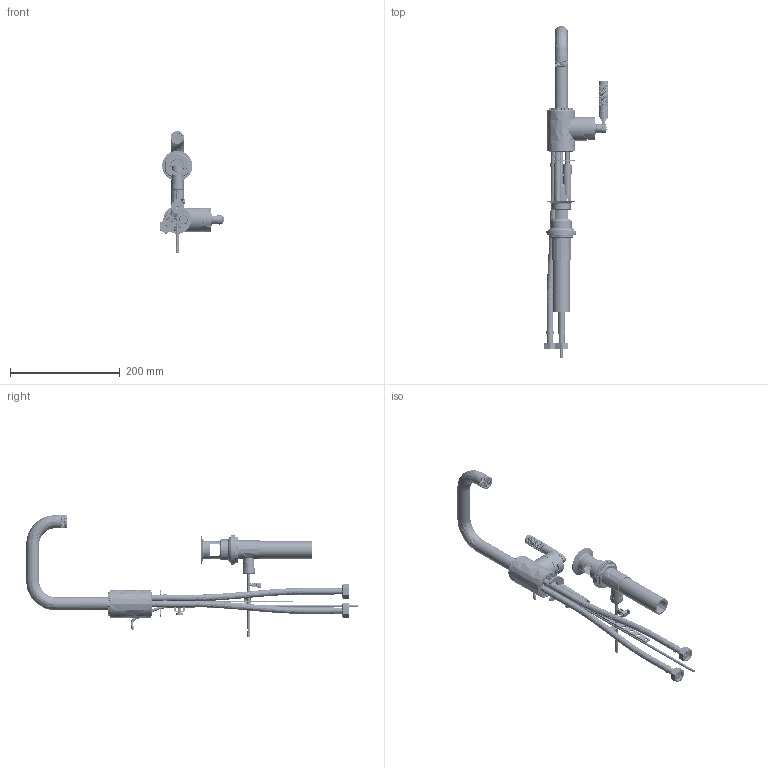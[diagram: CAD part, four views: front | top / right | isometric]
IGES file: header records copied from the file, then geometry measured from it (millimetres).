
Global section: file name: V7KA09SLK-RH; native system: Autodesk Inventor 2020; preprocessor: unknown; author: aduggalther; date: 20230106.110109; units: millimetre
Bounding box: 117.95 x 605.8 x 222.63 mm (x, y, z)
Volume: 472354.8 mm3; surface area: 253287.7 mm2
Topology: 44 solids, 47 shells, 14659 faces, 32102 edges, 17722 vertices
Faces by surface type: bspline 14659
